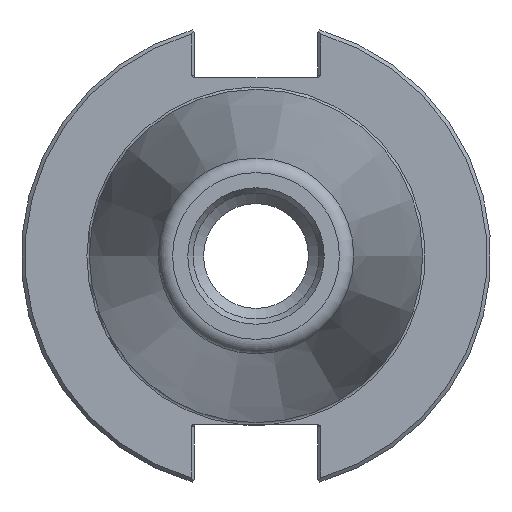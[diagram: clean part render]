
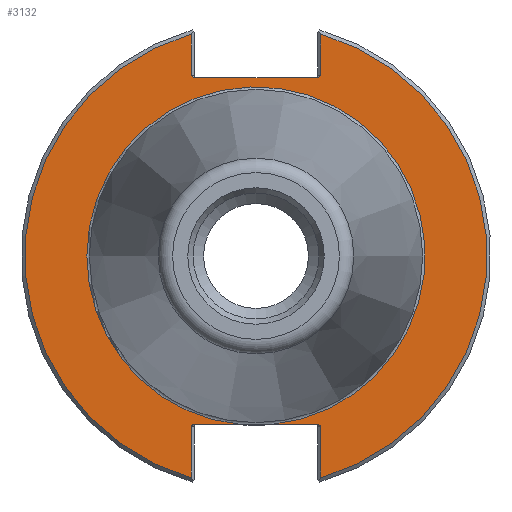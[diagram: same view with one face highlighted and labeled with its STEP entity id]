
A CAD part, left-side view. The second image highlights one B-rep face of the part: STEP entity #3132.
In plain terms, the highlighted planar face has unit normal (-1, 0, 0).
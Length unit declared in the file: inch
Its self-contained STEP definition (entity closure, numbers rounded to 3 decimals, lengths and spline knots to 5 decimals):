
#2487=CARTESIAN_POINT('',(0.125,-0.50422,1.472));
#2488=VERTEX_POINT('',#2487);
#2495=CARTESIAN_POINT('',(0.125,-0.5325,1.492));
#2496=VERTEX_POINT('',#2495);
#2497=CARTESIAN_POINT('',(0.125,-0.50422,1.492));
#2498=DIRECTION('',(-1.0,0.0,0.0));
#2499=DIRECTION('',(0.0,-1.0,0.0));
#2500=AXIS2_PLACEMENT_3D('',#2497,#2498,#2499);
#2501=ELLIPSE('',#2500,0.02828,0.02);
#2502=EDGE_CURVE('',#2488,#2496,#2501,.T.);
#2552=CARTESIAN_POINT('',(0.125,-0.5325,1.83167));
#2553=VERTEX_POINT('',#2552);
#2554=CARTESIAN_POINT('',(0.125,-0.5325,1.492));
#2555=DIRECTION('',(0.0,0.0,1.0));
#2556=VECTOR('',#2555,0.33967);
#2557=LINE('',#2554,#2556);
#2558=EDGE_CURVE('',#2496,#2553,#2557,.T.);
#2641=CARTESIAN_POINT('',(0.125,0.50422,-1.388));
#2642=VERTEX_POINT('',#2641);
#2649=CARTESIAN_POINT('',(0.125,0.5325,-1.408));
#2650=VERTEX_POINT('',#2649);
#2651=CARTESIAN_POINT('',(0.125,0.50422,-1.408));
#2652=DIRECTION('',(-1.0,0.0,0.0));
#2653=DIRECTION('',(0.0,1.0,0.0));
#2654=AXIS2_PLACEMENT_3D('',#2651,#2652,#2653);
#2655=ELLIPSE('',#2654,0.02828,0.02);
#2656=EDGE_CURVE('',#2642,#2650,#2655,.T.);
#2706=CARTESIAN_POINT('',(0.125,0.5325,-1.83167));
#2707=VERTEX_POINT('',#2706);
#2708=CARTESIAN_POINT('',(0.125,0.5325,-1.408));
#2709=DIRECTION('',(0.0,0.0,-1.0));
#2710=VECTOR('',#2709,0.42367);
#2711=LINE('',#2708,#2710);
#2712=EDGE_CURVE('',#2650,#2707,#2711,.T.);
#2737=CARTESIAN_POINT('',(0.125,-0.5325,-1.408));
#2738=VERTEX_POINT('',#2737);
#2739=CARTESIAN_POINT('',(0.125,-0.50422,-1.388));
#2740=VERTEX_POINT('',#2739);
#2741=CARTESIAN_POINT('',(0.125,-0.50422,-1.408));
#2742=DIRECTION('',(-1.0,0.0,0.0));
#2743=DIRECTION('',(0.0,-1.0,0.0));
#2744=AXIS2_PLACEMENT_3D('',#2741,#2742,#2743);
#2745=ELLIPSE('',#2744,0.02828,0.02);
#2746=EDGE_CURVE('',#2738,#2740,#2745,.T.);
#2844=CARTESIAN_POINT('',(0.125,-0.5325,-1.83167));
#2845=VERTEX_POINT('',#2844);
#2852=CARTESIAN_POINT('',(0.125,-0.5325,-1.83167));
#2853=DIRECTION('',(0.0,0.0,1.0));
#2854=VECTOR('',#2853,0.42367);
#2855=LINE('',#2852,#2854);
#2856=EDGE_CURVE('',#2845,#2738,#2855,.T.);
#2898=CARTESIAN_POINT('',(0.125,0.5325,1.492));
#2899=VERTEX_POINT('',#2898);
#2906=CARTESIAN_POINT('',(0.125,0.50422,1.472));
#2907=VERTEX_POINT('',#2906);
#2908=CARTESIAN_POINT('',(0.125,0.50422,1.492));
#2909=DIRECTION('',(-1.0,0.0,0.0));
#2910=DIRECTION('',(0.0,1.0,0.0));
#2911=AXIS2_PLACEMENT_3D('',#2908,#2909,#2910);
#2912=ELLIPSE('',#2911,0.02828,0.02);
#2913=EDGE_CURVE('',#2899,#2907,#2912,.T.);
#2998=CARTESIAN_POINT('',(0.125,0.5325,1.83167));
#2999=VERTEX_POINT('',#2998);
#3006=CARTESIAN_POINT('',(0.125,0.5325,1.83167));
#3007=DIRECTION('',(0.0,0.0,-1.0));
#3008=VECTOR('',#3007,0.33967);
#3009=LINE('',#3006,#3008);
#3010=EDGE_CURVE('',#2999,#2899,#3009,.T.);
#3045=CARTESIAN_POINT('',(0.125,-0.13957,-1.388));
#3046=VERTEX_POINT('',#3045);
#3047=CARTESIAN_POINT('',(0.125,0.13957,-1.388));
#3048=VERTEX_POINT('',#3047);
#3063=CARTESIAN_POINT('',(0.125,0.0,0.0));
#3064=DIRECTION('',(-1.0,0.0,0.0));
#3065=DIRECTION('',(0.0,-1.0,0.0));
#3066=AXIS2_PLACEMENT_3D('',#3063,#3064,#3065);
#3067=CIRCLE('',#3066,1.395);
#3068=EDGE_CURVE('',#3046,#3048,#3067,.T.);
#3084=CARTESIAN_POINT('',(0.125,1.65625,0.0));
#3085=DIRECTION('',(-1.0,0.0,0.0));
#3086=DIRECTION('',(0.0,0.0,1.0));
#3087=AXIS2_PLACEMENT_3D('',#3084,#3085,#3086);
#3088=PLANE('',#3087);
#3089=ORIENTED_EDGE('',*,*,#3068,.F.);
#3090=CARTESIAN_POINT('',(0.125,-0.50422,-1.388));
#3091=DIRECTION('',(0.0,1.0,0.0));
#3092=VECTOR('',#3091,0.36464);
#3093=LINE('',#3090,#3092);
#3094=EDGE_CURVE('',#2740,#3046,#3093,.T.);
#3095=ORIENTED_EDGE('',*,*,#3094,.F.);
#3096=ORIENTED_EDGE('',*,*,#2746,.F.);
#3097=ORIENTED_EDGE('',*,*,#2856,.F.);
#3098=CARTESIAN_POINT('',(0.125,0.0,0.0));
#3099=DIRECTION('',(1.0,0.0,0.0));
#3100=DIRECTION('',(0.0,-1.0,0.0));
#3101=AXIS2_PLACEMENT_3D('',#3098,#3099,#3100);
#3102=CIRCLE('',#3101,1.9075);
#3103=EDGE_CURVE('',#2553,#2845,#3102,.T.);
#3104=ORIENTED_EDGE('',*,*,#3103,.F.);
#3105=ORIENTED_EDGE('',*,*,#2558,.F.);
#3106=ORIENTED_EDGE('',*,*,#2502,.F.);
#3107=CARTESIAN_POINT('',(0.125,0.50422,1.472));
#3108=DIRECTION('',(0.0,-1.0,0.0));
#3109=VECTOR('',#3108,1.00843);
#3110=LINE('',#3107,#3109);
#3111=EDGE_CURVE('',#2907,#2488,#3110,.T.);
#3112=ORIENTED_EDGE('',*,*,#3111,.F.);
#3113=ORIENTED_EDGE('',*,*,#2913,.F.);
#3114=ORIENTED_EDGE('',*,*,#3010,.F.);
#3115=CARTESIAN_POINT('',(0.125,0.0,0.0));
#3116=DIRECTION('',(1.0,0.0,0.0));
#3117=DIRECTION('',(0.0,1.0,0.0));
#3118=AXIS2_PLACEMENT_3D('',#3115,#3116,#3117);
#3119=CIRCLE('',#3118,1.9075);
#3120=EDGE_CURVE('',#2707,#2999,#3119,.T.);
#3121=ORIENTED_EDGE('',*,*,#3120,.F.);
#3122=ORIENTED_EDGE('',*,*,#2712,.F.);
#3123=ORIENTED_EDGE('',*,*,#2656,.F.);
#3124=CARTESIAN_POINT('',(0.125,0.13957,-1.388));
#3125=DIRECTION('',(0.0,1.0,0.0));
#3126=VECTOR('',#3125,0.36464);
#3127=LINE('',#3124,#3126);
#3128=EDGE_CURVE('',#3048,#2642,#3127,.T.);
#3129=ORIENTED_EDGE('',*,*,#3128,.F.);
#3130=EDGE_LOOP('',(#3089,#3095,#3096,#3097,#3104,#3105,#3106,#3112,#3113,#3114,#3121,#3122,#3123,#3129));
#3131=FACE_OUTER_BOUND('',#3130,.T.);
#3132=ADVANCED_FACE('',(#3131),#3088,.T.);
